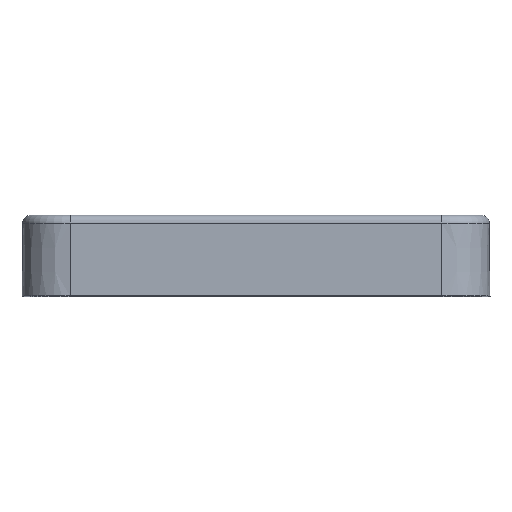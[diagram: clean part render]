
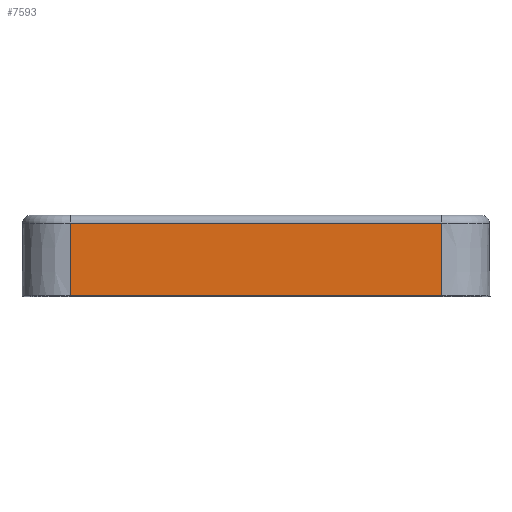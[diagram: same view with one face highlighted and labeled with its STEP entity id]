
A CAD part, top view. The second image highlights one B-rep face of the part: STEP entity #7593.
In plain terms, the highlighted planar face has unit normal (0, 0.007, 1).
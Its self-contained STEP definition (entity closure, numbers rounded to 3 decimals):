
#116 = LINE ( 'NONE', #4513, #7075 ) ;
#275 = FACE_OUTER_BOUND ( 'NONE', #6801, .T. ) ;
#369 = DIRECTION ( 'NONE',  ( -1., 0., 0. ) ) ;
#649 = CARTESIAN_POINT ( 'NONE',  ( -23.012, 1., 31.966 ) ) ;
#909 = EDGE_CURVE ( 'NONE', #4874, #5338, #116, .T. ) ;
#1232 = VECTOR ( 'NONE', #6019, 1000. ) ;
#1280 = DIRECTION ( 'NONE',  ( 0., -1., 0.007 ) ) ;
#1347 = VERTEX_POINT ( 'NONE', #6372 ) ;
#1717 = EDGE_CURVE ( 'NONE', #1347, #8052, #7578, .T. ) ;
#1846 = EDGE_CURVE ( 'NONE', #1347, #4874, #2290, .T. ) ;
#2032 = DIRECTION ( 'NONE',  ( 1., 0., 0. ) ) ;
#2290 = LINE ( 'NONE', #7319, #4202 ) ;
#2591 = CARTESIAN_POINT ( 'NONE',  ( 23.012, 1., 31.966 ) ) ;
#2774 = PLANE ( 'NONE',  #4138 ) ;
#3426 = ORIENTED_EDGE ( 'NONE', *, *, #909, .T. ) ;
#3944 = CARTESIAN_POINT ( 'NONE',  ( -23.012, 1., 31.966 ) ) ;
#4138 = AXIS2_PLACEMENT_3D ( 'NONE', #3944, #7024, #2032 ) ;
#4202 = VECTOR ( 'NONE', #369, 1000. ) ;
#4513 = CARTESIAN_POINT ( 'NONE',  ( -23.012, 1., 31.966 ) ) ;
#4637 = CARTESIAN_POINT ( 'NONE',  ( -23.012, 1., 31.966 ) ) ;
#4727 = LINE ( 'NONE', #4637, #1232 ) ;
#4874 = VERTEX_POINT ( 'NONE', #5608 ) ;
#5075 = ORIENTED_EDGE ( 'NONE', *, *, #5131, .T. ) ;
#5131 = EDGE_CURVE ( 'NONE', #5338, #8052, #4727, .T. ) ;
#5338 = VERTEX_POINT ( 'NONE', #649 ) ;
#5608 = CARTESIAN_POINT ( 'NONE',  ( -23.012, 9.999, 31.905 ) ) ;
#5626 = ORIENTED_EDGE ( 'NONE', *, *, #1846, .T. ) ;
#5681 = DIRECTION ( 'NONE',  ( 0., -1., 0.007 ) ) ;
#6019 = DIRECTION ( 'NONE',  ( 1., 0., 0. ) ) ;
#6372 = CARTESIAN_POINT ( 'NONE',  ( 23.012, 9.999, 31.905 ) ) ;
#6703 = VECTOR ( 'NONE', #1280, 1000. ) ;
#6801 = EDGE_LOOP ( 'NONE', ( #7179, #5626, #3426, #5075 ) ) ;
#7024 = DIRECTION ( 'NONE',  ( 0., 0.007, 1. ) ) ;
#7075 = VECTOR ( 'NONE', #5681, 1000. ) ;
#7179 = ORIENTED_EDGE ( 'NONE', *, *, #1717, .F. ) ;
#7319 = CARTESIAN_POINT ( 'NONE',  ( -23.012, 9.999, 31.905 ) ) ;
#7578 = LINE ( 'NONE', #2591, #6703 ) ;
#7593 = ADVANCED_FACE ( 'NONE', ( #275 ), #2774, .T. ) ;
#8051 = CARTESIAN_POINT ( 'NONE',  ( 23.012, 1., 31.966 ) ) ;
#8052 = VERTEX_POINT ( 'NONE', #8051 ) ;
